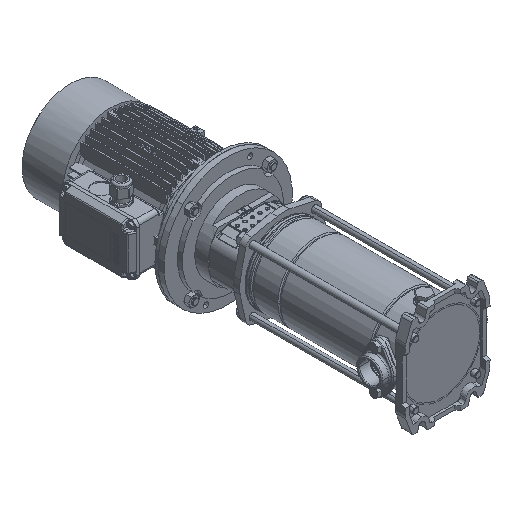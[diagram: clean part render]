
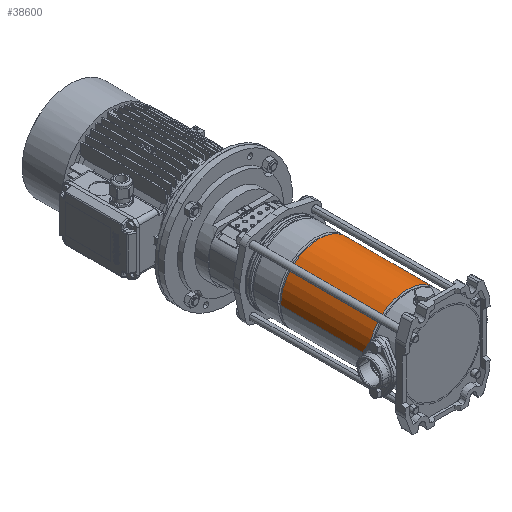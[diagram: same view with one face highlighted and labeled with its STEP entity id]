
A CAD part, isometric view. The second image highlights one B-rep face of the part: STEP entity #38600.
In plain terms, the highlighted cylindrical face has radius 74.4 mm (diameter 148.8 mm), a partial arc.
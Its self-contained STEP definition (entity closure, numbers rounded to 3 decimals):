
#226 = CIRCLE ( 'NONE', #70474, 74.4 ) ;
#1027 = VERTEX_POINT ( 'NONE', #65424 ) ;
#1666 = ORIENTED_EDGE ( 'NONE', *, *, #11470, .T. ) ;
#6824 = CARTESIAN_POINT ( 'NONE',  ( 0., 0., 0. ) ) ;
#9011 = CARTESIAN_POINT ( 'NONE',  ( -74.4, 0., 238.664 ) ) ;
#11470 = EDGE_CURVE ( 'NONE', #29609, #47736, #38428, .T. ) ;
#13291 = LINE ( 'NONE', #55307, #53302 ) ;
#14075 = DIRECTION ( 'NONE',  ( 0., 0., -1. ) ) ;
#14659 = FACE_OUTER_BOUND ( 'NONE', #24159, .T. ) ;
#18789 = CARTESIAN_POINT ( 'NONE',  ( 0., 0., 67.336 ) ) ;
#20265 = CARTESIAN_POINT ( 'NONE',  ( 74.4, 0., 238.664 ) ) ;
#24159 = EDGE_LOOP ( 'NONE', ( #47761, #37045, #1666, #50383 ) ) ;
#29609 = VERTEX_POINT ( 'NONE', #9011 ) ;
#30689 = EDGE_CURVE ( 'NONE', #1027, #47736, #42152, .T. ) ;
#30769 = DIRECTION ( 'NONE',  ( 0., 0., -1. ) ) ;
#31748 = DIRECTION ( 'NONE',  ( 0., 0., -1. ) ) ;
#33341 = VECTOR ( 'NONE', #14075, 1000. ) ;
#35853 = CARTESIAN_POINT ( 'NONE',  ( 0., 0., 238.664 ) ) ;
#37045 = ORIENTED_EDGE ( 'NONE', *, *, #57473, .T. ) ;
#38428 = LINE ( 'NONE', #43919, #33341 ) ;
#38600 = ADVANCED_FACE ( 'NONE', ( #14659 ), #38617, .T. ) ;
#38617 = CYLINDRICAL_SURFACE ( 'NONE', #71656, 74.4 ) ;
#42152 = CIRCLE ( 'NONE', #57260, 74.4 ) ;
#42716 = DIRECTION ( 'NONE',  ( 0., 0., -1. ) ) ;
#43919 = CARTESIAN_POINT ( 'NONE',  ( -74.4, 0., 0. ) ) ;
#47736 = VERTEX_POINT ( 'NONE', #57192 ) ;
#47761 = ORIENTED_EDGE ( 'NONE', *, *, #67953, .F. ) ;
#50383 = ORIENTED_EDGE ( 'NONE', *, *, #30689, .F. ) ;
#53302 = VECTOR ( 'NONE', #31748, 1000. ) ;
#54733 = DIRECTION ( 'NONE',  ( -1., 0., 0. ) ) ;
#55307 = CARTESIAN_POINT ( 'NONE',  ( 74.4, 0., 0. ) ) ;
#57192 = CARTESIAN_POINT ( 'NONE',  ( -74.4, 0., 67.336 ) ) ;
#57260 = AXIS2_PLACEMENT_3D ( 'NONE', #18789, #42716, #71421 ) ;
#57473 = EDGE_CURVE ( 'NONE', #65497, #29609, #226, .T. ) ;
#59822 = DIRECTION ( 'NONE',  ( -1., 0., 0. ) ) ;
#65424 = CARTESIAN_POINT ( 'NONE',  ( 74.4, 0., 67.336 ) ) ;
#65497 = VERTEX_POINT ( 'NONE', #20265 ) ;
#67953 = EDGE_CURVE ( 'NONE', #65497, #1027, #13291, .T. ) ;
#70447 = DIRECTION ( 'NONE',  ( 0., 0., -1. ) ) ;
#70474 = AXIS2_PLACEMENT_3D ( 'NONE', #35853, #70447, #59822 ) ;
#71421 = DIRECTION ( 'NONE',  ( -1., 0., 0. ) ) ;
#71656 = AXIS2_PLACEMENT_3D ( 'NONE', #6824, #30769, #54733 ) ;
